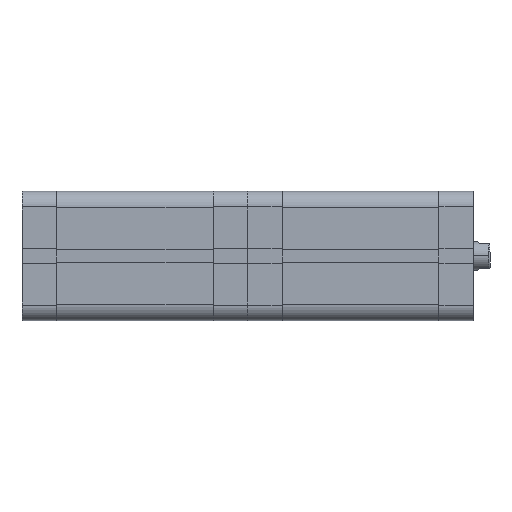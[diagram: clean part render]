
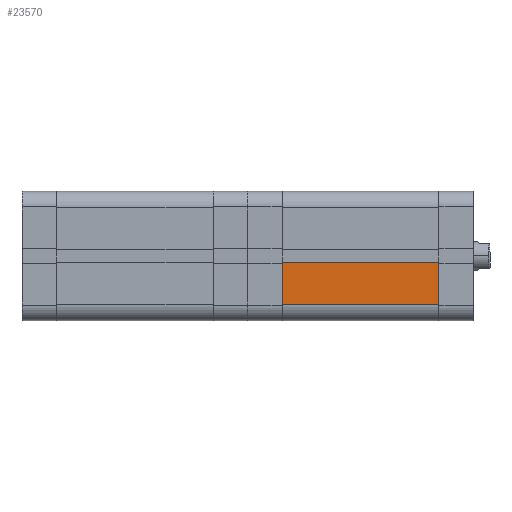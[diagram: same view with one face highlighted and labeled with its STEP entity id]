
A CAD part, front view. The second image highlights one B-rep face of the part: STEP entity #23570.
In plain terms, the highlighted planar face has unit normal (0, -1, 0).
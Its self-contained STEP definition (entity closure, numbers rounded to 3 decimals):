
#1550 = DIRECTION ( 'NONE',  ( 0., 0., 1. ) ) ;
#1675 = ORIENTED_EDGE ( 'NONE', *, *, #27017, .T. ) ;
#1844 = CARTESIAN_POINT ( 'NONE',  ( 66.001, -27.25, -2.8 ) ) ;
#3169 = CARTESIAN_POINT ( 'NONE',  ( 66., -27.25, -20.45 ) ) ;
#4381 = EDGE_LOOP ( 'NONE', ( #1675, #20178, #9476, #15235 ) ) ;
#4866 = VERTEX_POINT ( 'NONE', #28217 ) ;
#6101 = VERTEX_POINT ( 'NONE', #3169 ) ;
#6931 = DIRECTION ( 'NONE',  ( 1., 0., 0. ) ) ;
#8327 = VECTOR ( 'NONE', #6931, 1000. ) ;
#9476 = ORIENTED_EDGE ( 'NONE', *, *, #22012, .T. ) ;
#9509 = VECTOR ( 'NONE', #19497, 1000. ) ;
#11103 = CARTESIAN_POINT ( 'NONE',  ( 66., -27.25, -27.25 ) ) ;
#15091 = DIRECTION ( 'NONE',  ( 0., 0., -1. ) ) ;
#15235 = ORIENTED_EDGE ( 'NONE', *, *, #15418, .F. ) ;
#15418 = EDGE_CURVE ( 'NONE', #20324, #6101, #31349, .T. ) ;
#16449 = DIRECTION ( 'NONE',  ( -1., 0., 0. ) ) ;
#16967 = VECTOR ( 'NONE', #16449, 1000. ) ;
#18773 = LINE ( 'NONE', #1844, #16967 ) ;
#18805 = PLANE ( 'NONE',  #19453 ) ;
#19453 = AXIS2_PLACEMENT_3D ( 'NONE', #11103, #23582, #1550 ) ;
#19497 = DIRECTION ( 'NONE',  ( 0., 0., -1. ) ) ;
#19747 = CARTESIAN_POINT ( 'NONE',  ( 0., -27.25, -2.8 ) ) ;
#20178 = ORIENTED_EDGE ( 'NONE', *, *, #31051, .T. ) ;
#20324 = VERTEX_POINT ( 'NONE', #30326 ) ;
#22012 = EDGE_CURVE ( 'NONE', #4866, #6101, #29626, .T. ) ;
#22507 = LINE ( 'NONE', #29935, #26735 ) ;
#23570 = ADVANCED_FACE ( 'NONE', ( #30830 ), #18805, .F. ) ;
#23582 = DIRECTION ( 'NONE',  ( 0., 1., 0. ) ) ;
#24013 = CARTESIAN_POINT ( 'NONE',  ( 66., -27.25, -20.45 ) ) ;
#26735 = VECTOR ( 'NONE', #15091, 1000. ) ;
#27017 = EDGE_CURVE ( 'NONE', #20324, #28054, #18773, .T. ) ;
#28054 = VERTEX_POINT ( 'NONE', #19747 ) ;
#28217 = CARTESIAN_POINT ( 'NONE',  ( 0., -27.25, -20.45 ) ) ;
#29217 = CARTESIAN_POINT ( 'NONE',  ( 66., -27.25, -27.25 ) ) ;
#29626 = LINE ( 'NONE', #24013, #8327 ) ;
#29935 = CARTESIAN_POINT ( 'NONE',  ( 0., -27.25, -27.25 ) ) ;
#30326 = CARTESIAN_POINT ( 'NONE',  ( 66., -27.25, -2.8 ) ) ;
#30830 = FACE_OUTER_BOUND ( 'NONE', #4381, .T. ) ;
#31051 = EDGE_CURVE ( 'NONE', #28054, #4866, #22507, .T. ) ;
#31349 = LINE ( 'NONE', #29217, #9509 ) ;
